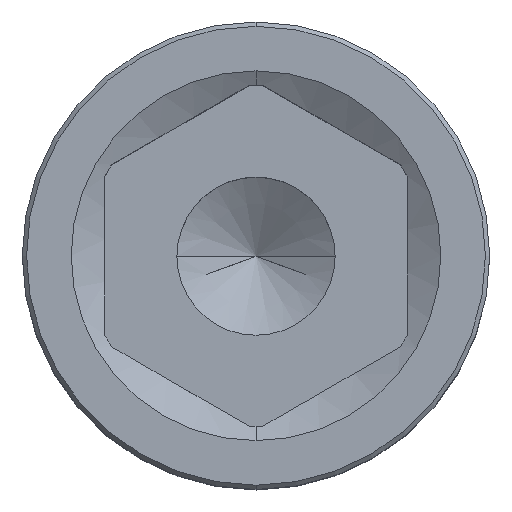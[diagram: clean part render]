
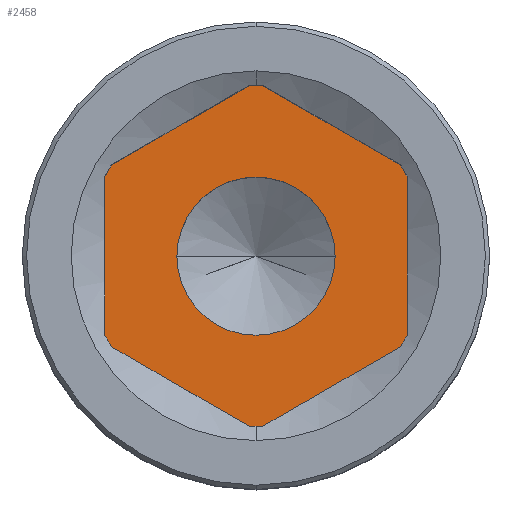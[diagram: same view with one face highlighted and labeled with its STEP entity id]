
A CAD part, top view. The second image highlights one B-rep face of the part: STEP entity #2458.
In plain terms, the highlighted planar face has unit normal (0, 0, 1).
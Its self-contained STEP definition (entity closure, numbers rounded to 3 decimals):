
#1054=DIRECTION('',(0.,-1.,0.));
#1055=VECTOR('',#1054,11.05);
#1056=CARTESIAN_POINT('',(-10.5,5.525,134.));
#1057=LINE('',#1056,#1055);
#1058=CARTESIAN_POINT('',(0.,0.,134.));
#1059=DIRECTION('',(0.,0.,1.));
#1060=DIRECTION('',(-0.846,0.534,0.));
#1061=AXIS2_PLACEMENT_3D('',#1058,#1059,#1060);
#1063=DIRECTION('',(-0.866,-0.5,0.));
#1064=VECTOR('',#1063,11.05);
#1065=CARTESIAN_POINT('',(-0.465,11.856,134.));
#1066=LINE('',#1065,#1064);
#1067=CARTESIAN_POINT('',(0.,0.,134.));
#1068=DIRECTION('',(0.,0.,1.));
#1069=DIRECTION('',(0.039,0.999,0.));
#1070=AXIS2_PLACEMENT_3D('',#1067,#1068,#1069);
#1072=DIRECTION('',(-0.866,0.5,0.));
#1073=VECTOR('',#1072,11.05);
#1074=CARTESIAN_POINT('',(10.035,6.331,134.));
#1075=LINE('',#1074,#1073);
#1076=CARTESIAN_POINT('',(0.,0.,134.));
#1077=DIRECTION('',(0.,0.,1.));
#1078=DIRECTION('',(0.885,0.466,0.));
#1079=AXIS2_PLACEMENT_3D('',#1076,#1077,#1078);
#1081=DIRECTION('',(0.,1.,0.));
#1082=VECTOR('',#1081,11.05);
#1083=CARTESIAN_POINT('',(10.5,-5.525,134.));
#1084=LINE('',#1083,#1082);
#1085=CARTESIAN_POINT('',(0.,0.,134.));
#1086=DIRECTION('',(0.,0.,1.));
#1087=DIRECTION('',(0.846,-0.534,0.));
#1088=AXIS2_PLACEMENT_3D('',#1085,#1086,#1087);
#1090=DIRECTION('',(0.866,0.5,0.));
#1091=VECTOR('',#1090,11.05);
#1092=CARTESIAN_POINT('',(0.465,-11.856,134.));
#1093=LINE('',#1092,#1091);
#1094=CARTESIAN_POINT('',(0.,0.,134.));
#1095=DIRECTION('',(0.,0.,1.));
#1096=DIRECTION('',(-0.039,-0.999,0.));
#1097=AXIS2_PLACEMENT_3D('',#1094,#1095,#1096);
#1099=DIRECTION('',(0.866,-0.5,0.));
#1100=VECTOR('',#1099,11.05);
#1101=CARTESIAN_POINT('',(-10.035,-6.331,134.));
#1102=LINE('',#1101,#1100);
#1103=CARTESIAN_POINT('',(0.,0.,134.));
#1104=DIRECTION('',(0.,0.,1.));
#1105=DIRECTION('',(-0.885,-0.466,0.));
#1106=AXIS2_PLACEMENT_3D('',#1103,#1104,#1105);
#1108=CARTESIAN_POINT('',(0.,0.,134.));
#1109=DIRECTION('',(0.,0.,1.));
#1110=DIRECTION('',(-1.,0.,0.));
#1111=AXIS2_PLACEMENT_3D('',#1108,#1109,#1110);
#1113=CARTESIAN_POINT('',(0.,0.,134.));
#1114=DIRECTION('',(0.,0.,1.));
#1115=DIRECTION('',(1.,0.,0.));
#1116=AXIS2_PLACEMENT_3D('',#1113,#1114,#1115);
#1171=CARTESIAN_POINT('',(-10.5,5.525,134.));
#1172=CARTESIAN_POINT('',(-10.5,-5.525,134.));
#1173=VERTEX_POINT('',#1171);
#1174=VERTEX_POINT('',#1172);
#1175=CARTESIAN_POINT('',(-10.035,-6.331,134.));
#1176=VERTEX_POINT('',#1175);
#1177=CARTESIAN_POINT('',(-0.465,-11.856,134.));
#1178=VERTEX_POINT('',#1177);
#1179=CARTESIAN_POINT('',(0.465,-11.856,134.));
#1180=VERTEX_POINT('',#1179);
#1181=CARTESIAN_POINT('',(10.035,-6.331,134.));
#1182=VERTEX_POINT('',#1181);
#1183=CARTESIAN_POINT('',(10.5,-5.525,134.));
#1184=VERTEX_POINT('',#1183);
#1185=CARTESIAN_POINT('',(10.5,5.525,134.));
#1186=VERTEX_POINT('',#1185);
#1187=CARTESIAN_POINT('',(10.035,6.331,134.));
#1188=VERTEX_POINT('',#1187);
#1189=CARTESIAN_POINT('',(0.465,11.856,134.));
#1190=VERTEX_POINT('',#1189);
#1191=CARTESIAN_POINT('',(-0.465,11.856,134.));
#1192=VERTEX_POINT('',#1191);
#1193=CARTESIAN_POINT('',(-10.035,6.331,134.));
#1194=VERTEX_POINT('',#1193);
#1332=CARTESIAN_POINT('',(-5.5,0.,134.));
#1333=CARTESIAN_POINT('',(5.5,0.,134.));
#1334=VERTEX_POINT('',#1332);
#1335=VERTEX_POINT('',#1333);
#2431=CARTESIAN_POINT('',(0.,0.,134.));
#2432=DIRECTION('',(0.,0.,1.));
#2433=DIRECTION('',(-1.,0.,0.));
#2434=AXIS2_PLACEMENT_3D('',#2431,#2432,#2433);
#2435=PLANE('',#2434);
#2436=ORIENTED_EDGE('',*,*,#2312,.F.);
#2437=ORIENTED_EDGE('',*,*,#2327,.F.);
#2438=ORIENTED_EDGE('',*,*,#2341,.F.);
#2439=ORIENTED_EDGE('',*,*,#2355,.F.);
#2440=ORIENTED_EDGE('',*,*,#2370,.F.);
#2441=ORIENTED_EDGE('',*,*,#2384,.F.);
#2442=ORIENTED_EDGE('',*,*,#2398,.F.);
#2443=ORIENTED_EDGE('',*,*,#2412,.F.);
#2444=ORIENTED_EDGE('',*,*,#2425,.F.);
#2445=ORIENTED_EDGE('',*,*,#2273,.F.);
#2447=ORIENTED_EDGE('',*,*,#2446,.F.);
#2449=ORIENTED_EDGE('',*,*,#2448,.F.);
#2450=EDGE_LOOP('',(#2436,#2437,#2438,#2439,#2440,#2441,#2442,#2443,#2444,#2445,
#2447,#2449));
#2451=FACE_OUTER_BOUND('',#2450,.F.);
#2453=ORIENTED_EDGE('',*,*,#2452,.T.);
#2455=ORIENTED_EDGE('',*,*,#2454,.T.);
#2456=EDGE_LOOP('',(#2453,#2455));
#2457=FACE_BOUND('',#2456,.F.);
#2458=ADVANCED_FACE('',(#2451,#2457),#2435,.T.);
#1062=CIRCLE('',#1061,11.865);
#1071=CIRCLE('',#1070,11.865);
#1080=CIRCLE('',#1079,11.865);
#1089=CIRCLE('',#1088,11.865);
#1098=CIRCLE('',#1097,11.865);
#1107=CIRCLE('',#1106,11.865);
#1112=CIRCLE('',#1111,5.5);
#1117=CIRCLE('',#1116,5.5);
#2273=EDGE_CURVE('',#1178,#1180,#1098,.T.);
#2312=EDGE_CURVE('',#1173,#1174,#1057,.T.);
#2327=EDGE_CURVE('',#1194,#1173,#1062,.T.);
#2341=EDGE_CURVE('',#1192,#1194,#1066,.T.);
#2355=EDGE_CURVE('',#1190,#1192,#1071,.T.);
#2370=EDGE_CURVE('',#1188,#1190,#1075,.T.);
#2384=EDGE_CURVE('',#1186,#1188,#1080,.T.);
#2398=EDGE_CURVE('',#1184,#1186,#1084,.T.);
#2412=EDGE_CURVE('',#1182,#1184,#1089,.T.);
#2425=EDGE_CURVE('',#1180,#1182,#1093,.T.);
#2446=EDGE_CURVE('',#1176,#1178,#1102,.T.);
#2448=EDGE_CURVE('',#1174,#1176,#1107,.T.);
#2452=EDGE_CURVE('',#1334,#1335,#1112,.T.);
#2454=EDGE_CURVE('',#1335,#1334,#1117,.T.);
